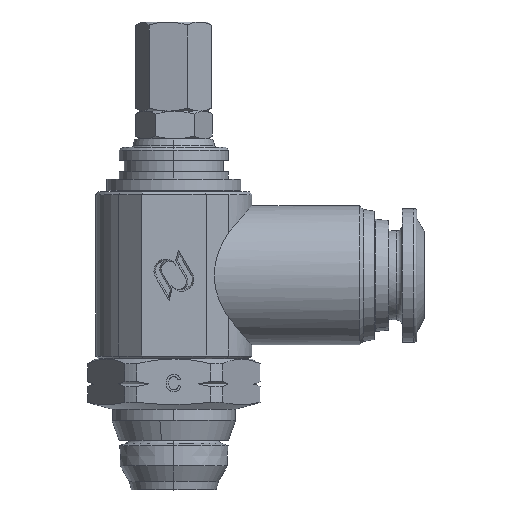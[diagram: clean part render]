
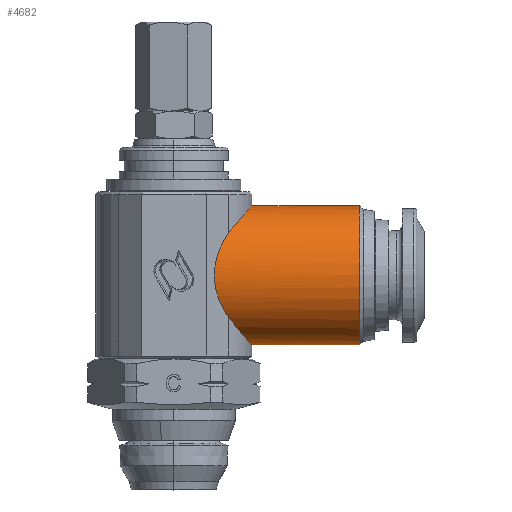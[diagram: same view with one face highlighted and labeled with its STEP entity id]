
A CAD part, top view. The second image highlights one B-rep face of the part: STEP entity #4682.
In plain terms, the highlighted cylindrical face has radius 6.25 mm (diameter 12.5 mm), a partial arc.
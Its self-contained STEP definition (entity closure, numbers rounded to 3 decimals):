
#21 = CIRCLE ( 'NONE', #2278, 6.25 ) ;
#1467 = CARTESIAN_POINT ( 'NONE',  ( 16.676, 25.51, 0. ) ) ;
#1468 = CARTESIAN_POINT ( 'NONE',  ( 16.676, 13.01, 0. ) ) ;
#1478 = CARTESIAN_POINT ( 'NONE',  ( 7., 25.51, 0. ) ) ;
#1481 = CARTESIAN_POINT ( 'NONE',  ( 4.95, 23.076, 4.95 ) ) ;
#1482 = CARTESIAN_POINT ( 'NONE',  ( 4.95, 15.444, 4.95 ) ) ;
#1483 = CARTESIAN_POINT ( 'NONE',  ( 7., 13.01, 0. ) ) ;
#2278 = AXIS2_PLACEMENT_3D ( 'NONE', #4206, #4207, #4208 ) ;
#2619 = EDGE_CURVE ( 'NONE', #3885, #3884, #21, .T. ) ;
#3141 = FACE_OUTER_BOUND ( 'NONE', #5671, .T. ) ;
#3146 = CYLINDRICAL_SURFACE ( 'NONE', #7517, 6.25 ) ;
#3884 = VERTEX_POINT ( 'NONE', #1467 ) ;
#3885 = VERTEX_POINT ( 'NONE', #1468 ) ;
#3895 = VERTEX_POINT ( 'NONE', #1478 ) ;
#3898 = VERTEX_POINT ( 'NONE', #1481 ) ;
#3899 = VERTEX_POINT ( 'NONE', #1482 ) ;
#3900 = VERTEX_POINT ( 'NONE', #1483 ) ;
#4206 = CARTESIAN_POINT ( 'NONE',  ( 16.676, 19.26, 0. ) ) ;
#4207 = DIRECTION ( 'NONE',  ( -1., 0., 0. ) ) ;
#4208 = DIRECTION ( 'NONE',  ( 0., -1., 0. ) ) ;
#4682 = ADVANCED_FACE ( 'NONE', ( #3141 ), #3146, .T. ) ;
#4782 = LINE ( 'NONE', #4879, #4783 ) ;
#4783 = VECTOR ( 'NONE', #4880, 1000. ) ;
#4785 = LINE ( 'NONE', #4882, #4787 ) ;
#4787 = VECTOR ( 'NONE', #4881, 1000. ) ;
#4875 = CARTESIAN_POINT ( 'NONE',  ( 5.84, 24.177, 3.865 ) ) ;
#4876 = CARTESIAN_POINT ( 'NONE',  ( 5.478, 23.742, 4.379 ) ) ;
#4877 = CARTESIAN_POINT ( 'NONE',  ( 5.218, 23.424, 4.681 ) ) ;
#4878 = CARTESIAN_POINT ( 'NONE',  ( 4.95, 23.076, 4.95 ) ) ;
#4879 = CARTESIAN_POINT ( 'NONE',  ( 0., 25.51, 0. ) ) ;
#4880 = DIRECTION ( 'NONE',  ( -1., 0., 0. ) ) ;
#4881 = DIRECTION ( 'NONE',  ( -1., 0., 0. ) ) ;
#4882 = CARTESIAN_POINT ( 'NONE',  ( 0., 13.01, 0. ) ) ;
#4883 = CARTESIAN_POINT ( 'NONE',  ( 3.146, 17.783, 6.753 ) ) ;
#4884 = CARTESIAN_POINT ( 'NONE',  ( 4.95, 15.444, 4.95 ) ) ;
#4894 = CARTESIAN_POINT ( 'NONE',  ( 4.95, 15.444, 4.95 ) ) ;
#4895 = CARTESIAN_POINT ( 'NONE',  ( 5.082, 15.272, 4.817 ) ) ;
#4900 = CARTESIAN_POINT ( 'NONE',  ( 5.213, 15.106, 4.675 ) ) ;
#4901 = CARTESIAN_POINT ( 'NONE',  ( 5.471, 14.787, 4.371 ) ) ;
#4902 = CARTESIAN_POINT ( 'NONE',  ( 5.599, 14.632, 4.207 ) ) ;
#4903 = CARTESIAN_POINT ( 'NONE',  ( 5.964, 14.195, 3.689 ) ) ;
#4904 = CARTESIAN_POINT ( 'NONE',  ( 6.186, 13.937, 3.31 ) ) ;
#4905 = CARTESIAN_POINT ( 'NONE',  ( 6.472, 13.607, 2.676 ) ) ;
#4906 = CARTESIAN_POINT ( 'NONE',  ( 6.56, 13.506, 2.453 ) ) ;
#4907 = CARTESIAN_POINT ( 'NONE',  ( 6.714, 13.332, 1.997 ) ) ;
#4908 = CARTESIAN_POINT ( 'NONE',  ( 6.779, 13.258, 1.761 ) ) ;
#4909 = CARTESIAN_POINT ( 'NONE',  ( 6.887, 13.137, 1.276 ) ) ;
#4910 = CARTESIAN_POINT ( 'NONE',  ( 6.929, 13.089, 1.024 ) ) ;
#4911 = CARTESIAN_POINT ( 'NONE',  ( 6.986, 13.026, 0.516 ) ) ;
#4912 = CARTESIAN_POINT ( 'NONE',  ( 7., 13.01, 0.259 ) ) ;
#4913 = CARTESIAN_POINT ( 'NONE',  ( 7., 13.01, 0. ) ) ;
#5485 = ORIENTED_EDGE ( 'NONE', *, *, #2619, .T. ) ;
#5486 = ORIENTED_EDGE ( 'NONE', *, *, #6495, .T. ) ;
#5487 = ORIENTED_EDGE ( 'NONE', *, *, #6494, .T. ) ;
#5488 = ORIENTED_EDGE ( 'NONE', *, *, #6496, .T. ) ;
#5489 = ORIENTED_EDGE ( 'NONE', *, *, #6503, .T. ) ;
#5490 = ORIENTED_EDGE ( 'NONE', *, *, #6498, .F. ) ;
#5671 = EDGE_LOOP ( 'NONE', ( #5485, #5486, #5487, #5488, #5489, #5490 ) ) ;
#6494 = EDGE_CURVE ( 'NONE', #3895, #3898, #8248, .T. ) ;
#6495 = EDGE_CURVE ( 'NONE', #3884, #3895, #4782, .T. ) ;
#6496 = EDGE_CURVE ( 'NONE', #3898, #3899, #8249, .T. ) ;
#6498 = EDGE_CURVE ( 'NONE', #3885, #3900, #4785, .T. ) ;
#6503 = EDGE_CURVE ( 'NONE', #3899, #3900, #8250, .T. ) ;
#6651 = DIRECTION ( 'NONE',  ( -1., 0., 0. ) ) ;
#6652 = DIRECTION ( 'NONE',  ( 0., -1., 0. ) ) ;
#6662 = CARTESIAN_POINT ( 'NONE',  ( 0., 19.26, 0. ) ) ;
#7081 = CARTESIAN_POINT ( 'NONE',  ( 4.95, 23.076, 4.95 ) ) ;
#7085 = CARTESIAN_POINT ( 'NONE',  ( 7., 25.51, 0. ) ) ;
#7104 = CARTESIAN_POINT ( 'NONE',  ( 7., 25.51, 0.255 ) ) ;
#7108 = CARTESIAN_POINT ( 'NONE',  ( 3.146, 20.737, 6.753 ) ) ;
#7109 = CARTESIAN_POINT ( 'NONE',  ( 6.986, 25.494, 0.515 ) ) ;
#7110 = CARTESIAN_POINT ( 'NONE',  ( 6.93, 25.431, 1.022 ) ) ;
#7111 = CARTESIAN_POINT ( 'NONE',  ( 6.888, 25.385, 1.27 ) ) ;
#7112 = CARTESIAN_POINT ( 'NONE',  ( 6.781, 25.264, 1.755 ) ) ;
#7113 = CARTESIAN_POINT ( 'NONE',  ( 6.714, 25.188, 1.995 ) ) ;
#7114 = CARTESIAN_POINT ( 'NONE',  ( 6.56, 25.014, 2.453 ) ) ;
#7115 = CARTESIAN_POINT ( 'NONE',  ( 6.474, 24.915, 2.673 ) ) ;
#7116 = CARTESIAN_POINT ( 'NONE',  ( 6.283, 24.695, 3.095 ) ) ;
#7117 = CARTESIAN_POINT ( 'NONE',  ( 6.178, 24.574, 3.298 ) ) ;
#7517 = AXIS2_PLACEMENT_3D ( 'NONE', #6662, #6651, #6652 ) ;
#8173 = CARTESIAN_POINT ( 'NONE',  ( 5.957, 24.314, 3.684 ) ) ;
#8248 = B_SPLINE_CURVE_WITH_KNOTS ( 'NONE', 3,
 ( #7085, #7104, #7109, #7110, #7111, #7112, #7113, #7114, #7115, #7116, #7117, #8173, #4875, #4876, #4877, #4878 ),
 .UNSPECIFIED., .F., .F.,
 ( 4, 2, 2, 2, 2, 2, 2, 4 ),
 ( 0.021, 0.022, 0.023, 0.024, 0.024, 0.025, 0.026, 0.027 ),
 .UNSPECIFIED. ) ;
#8249 =( BOUNDED_CURVE ( )  B_SPLINE_CURVE ( 3, ( #7081, #7108, #4883, #4884 ),
 .UNSPECIFIED., .F., .T. ) 
 B_SPLINE_CURVE_WITH_KNOTS ( ( 4, 4 ),
 ( 5.626, 6.94 ),
 .UNSPECIFIED. ) 
 CURVE ( )  GEOMETRIC_REPRESENTATION_ITEM ( )  RATIONAL_B_SPLINE_CURVE ( ( 1., 0.861, 0.861, 1. ) ) 
 REPRESENTATION_ITEM ( '' )  );
#8250 = B_SPLINE_CURVE_WITH_KNOTS ( 'NONE', 3,
 ( #4894, #4895, #4900, #4901, #4902, #4903, #4904, #4905, #4906, #4907, #4908, #4909, #4910, #4911, #4912, #4913 ),
 .UNSPECIFIED., .F., .F.,
 ( 4, 2, 2, 2, 2, 2, 2, 4 ),
 ( 0.036, 0.037, 0.038, 0.039, 0.04, 0.041, 0.042, 0.043 ),
 .UNSPECIFIED. ) ;
